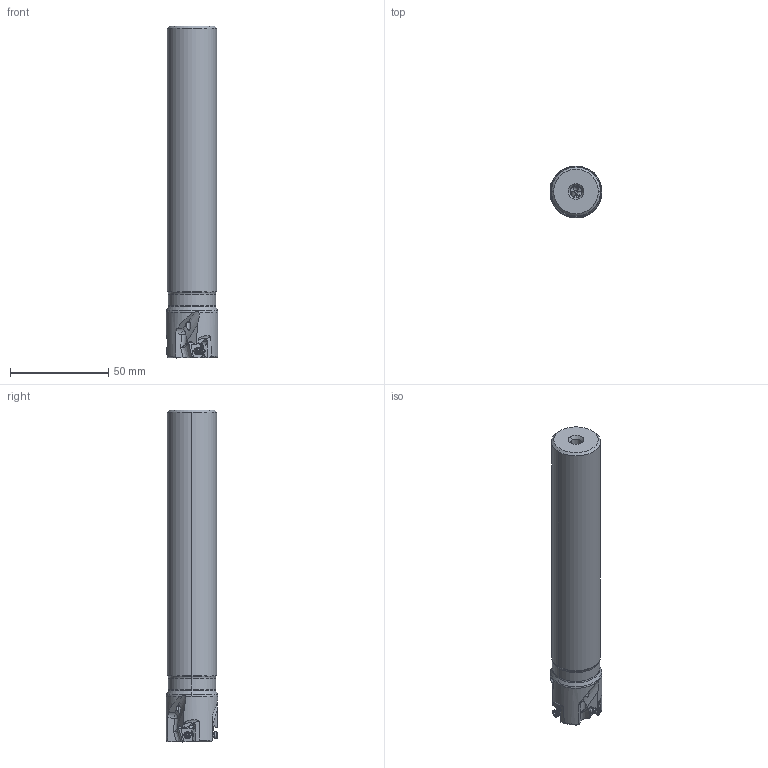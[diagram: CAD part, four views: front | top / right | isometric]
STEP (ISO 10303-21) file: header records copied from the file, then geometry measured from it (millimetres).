
FILE_DESCRIPTION(/* description */ (''),/* implementation_level */ '2;1');
FILE_NAME(/* name */ 'VPX200R2803SA25L.stp',/* time_stamp */ '2021-09-08T11:39:12+09:00',/* author */ (''),/* organization */ (''),/* preprocessor_version */ 'ST-DEVELOPER v16',/* originating_system */ 'SIEMENS PLM Software NX 10.0',/* authorisation */ '');
FILE_SCHEMA (('AUTOMOTIVE_DESIGN { 1 0 10303 214 3 1 1 1 }'));
Length unit declared in the file: millimetre
Products named in the file (1): VPX200R2803SA25L_ASM
Bounding box: 26.4 x 26.38 x 168.8 mm (x, y, z)
Volume: 77624.4 mm3; surface area: 17930.7 mm2
Topology: 4 solids, 4 shells, 337 faces, 911 edges, 578 vertices
Faces by surface type: cylinder 143, plane 81, cone 52, torus 28, bspline 15, extrusion 12, sphere 6
Entity records: 15434 total; most frequent: CARTESIAN_POINT 7118, ORIENTED_EDGE 1778, DIRECTION 1652, EDGE_CURVE 889, AXIS2_PLACEMENT_3D 661, VERTEX_POINT 572, EDGE_LOOP 355, ADVANCED_FACE 337
